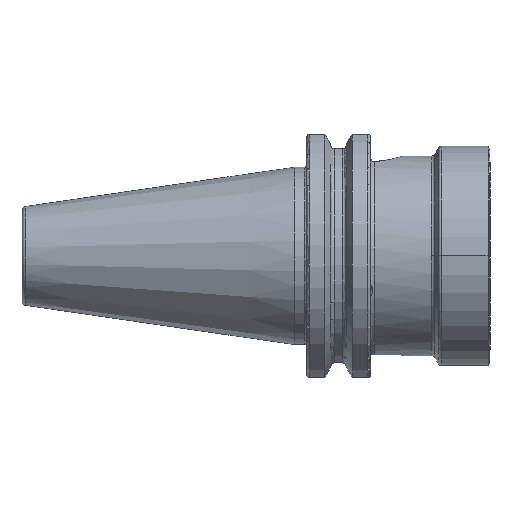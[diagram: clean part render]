
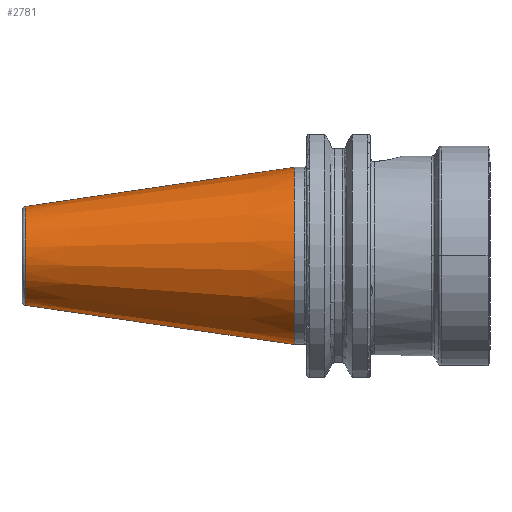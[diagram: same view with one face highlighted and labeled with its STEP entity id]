
A CAD part, front view. The second image highlights one B-rep face of the part: STEP entity #2781.
In plain terms, the highlighted conical face has half-angle 8.297 degrees and reference radius 22.225 mm.
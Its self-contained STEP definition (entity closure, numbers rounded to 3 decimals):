
#10 = ORIENTED_EDGE ( 'NONE', *, *, #3232, .F. ) ;
#156 = CONICAL_SURFACE ( 'NONE', #1218, 22.225, 0.145 ) ;
#163 = EDGE_CURVE ( 'NONE', #2886, #5565, #1379, .T. ) ;
#184 = CARTESIAN_POINT ( 'NONE',  ( 0., 0., 22.225 ) ) ;
#518 = CIRCLE ( 'NONE', #3447, 22.225 ) ;
#906 = DIRECTION ( 'NONE',  ( 1., 0., 0. ) ) ;
#938 = CARTESIAN_POINT ( 'NONE',  ( -67.394, 0., 12.397 ) ) ;
#1218 = AXIS2_PLACEMENT_3D ( 'NONE', #6997, #906, #5007 ) ;
#1379 = LINE ( 'NONE', #1630, #1813 ) ;
#1556 = CARTESIAN_POINT ( 'NONE',  ( 0., 0., 0. ) ) ;
#1581 = CARTESIAN_POINT ( 'NONE',  ( 0., 0., -22.225 ) ) ;
#1630 = CARTESIAN_POINT ( 'NONE',  ( 0., 0., -22.225 ) ) ;
#1798 = EDGE_CURVE ( 'NONE', #6999, #5278, #1814, .T. ) ;
#1813 = VECTOR ( 'NONE', #4881, 1000. ) ;
#1814 = LINE ( 'NONE', #5790, #3304 ) ;
#2104 = DIRECTION ( 'NONE',  ( -1., 0., 0. ) ) ;
#2781 = ADVANCED_FACE ( 'NONE', ( #6646 ), #156, .T. ) ;
#2835 = EDGE_CURVE ( 'NONE', #5565, #5278, #518, .T. ) ;
#2886 = VERTEX_POINT ( 'NONE', #6857 ) ;
#3042 = DIRECTION ( 'NONE',  ( 0.99, 0., 0.144 ) ) ;
#3232 = EDGE_CURVE ( 'NONE', #2886, #6999, #4868, .T. ) ;
#3304 = VECTOR ( 'NONE', #3042, 1000. ) ;
#3447 = AXIS2_PLACEMENT_3D ( 'NONE', #1556, #2104, #7124 ) ;
#3502 = ORIENTED_EDGE ( 'NONE', *, *, #1798, .F. ) ;
#3673 = ORIENTED_EDGE ( 'NONE', *, *, #163, .T. ) ;
#3698 = CARTESIAN_POINT ( 'NONE',  ( -67.394, 0., 0. ) ) ;
#3724 = DIRECTION ( 'NONE',  ( -1., 0., 0. ) ) ;
#3749 = DIRECTION ( 'NONE',  ( 0., 0., 1. ) ) ;
#3757 = ORIENTED_EDGE ( 'NONE', *, *, #2835, .T. ) ;
#4868 = CIRCLE ( 'NONE', #7054, 12.397 ) ;
#4881 = DIRECTION ( 'NONE',  ( 0.99, 0., -0.144 ) ) ;
#5007 = DIRECTION ( 'NONE',  ( 0., 0., -1. ) ) ;
#5278 = VERTEX_POINT ( 'NONE', #184 ) ;
#5565 = VERTEX_POINT ( 'NONE', #1581 ) ;
#5790 = CARTESIAN_POINT ( 'NONE',  ( 0., 0., 22.225 ) ) ;
#6646 = FACE_OUTER_BOUND ( 'NONE', #6728, .T. ) ;
#6728 = EDGE_LOOP ( 'NONE', ( #3502, #10, #3673, #3757 ) ) ;
#6857 = CARTESIAN_POINT ( 'NONE',  ( -67.394, 0., -12.397 ) ) ;
#6997 = CARTESIAN_POINT ( 'NONE',  ( 0., 0., 0. ) ) ;
#6999 = VERTEX_POINT ( 'NONE', #938 ) ;
#7054 = AXIS2_PLACEMENT_3D ( 'NONE', #3698, #3724, #3749 ) ;
#7124 = DIRECTION ( 'NONE',  ( 0., 0., 1. ) ) ;
